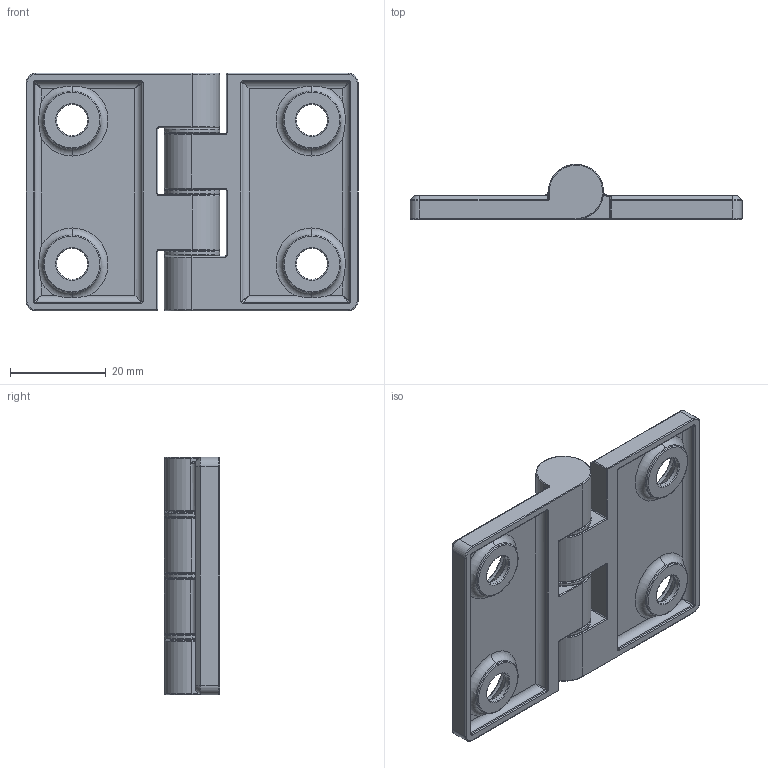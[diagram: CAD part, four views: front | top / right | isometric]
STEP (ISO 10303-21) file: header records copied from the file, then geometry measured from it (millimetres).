
FILE_DESCRIPTION (( 'STEP AP214' ), '1' );
FILE_NAME ('HGS-0057-W.STEP', '2019-07-31T06:26:46', ( '' ), ( '' ), 'SwSTEP 2.0', 'SolidWorks 2010', '' );
FILE_SCHEMA (( 'AUTOMOTIVE_DESIGN' ));
Length unit declared in the file: millimetre
Products named in the file (4): HGS-0057-W; 鉸鏈片; 墊片; 插銷
Assembly tree (6 placements, depth 2):
  HGS-0057-W
    插銷
    鉸鏈片  x2
    墊片  x3
Bounding box: 69.2 x 11.5 x 49.5 mm (x, y, z)
Volume: 14460.1 mm3; surface area: 11710.8 mm2
Topology: 6 solids, 6 shells, 382 faces, 850 edges, 466 vertices
Faces by surface type: cylinder 142, torus 142, plane 56, bspline 18, sphere 12, cone 12
Entity records: 5913 total; most frequent: CARTESIAN_POINT 1582, DIRECTION 1005, ORIENTED_EDGE 810, AXIS2_PLACEMENT_3D 439, EDGE_CURVE 405, CIRCLE 252, VERTEX_POINT 226, EDGE_LOOP 197
